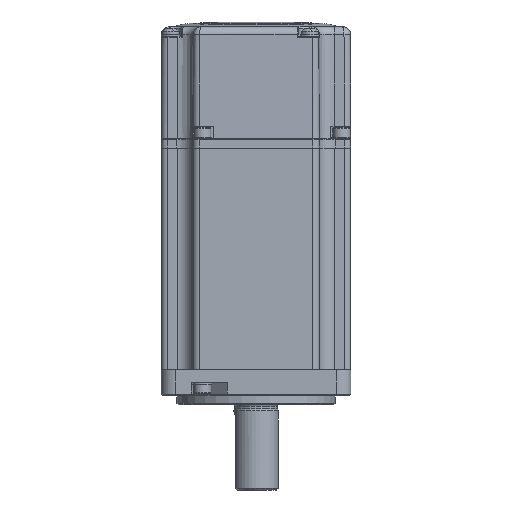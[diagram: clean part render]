
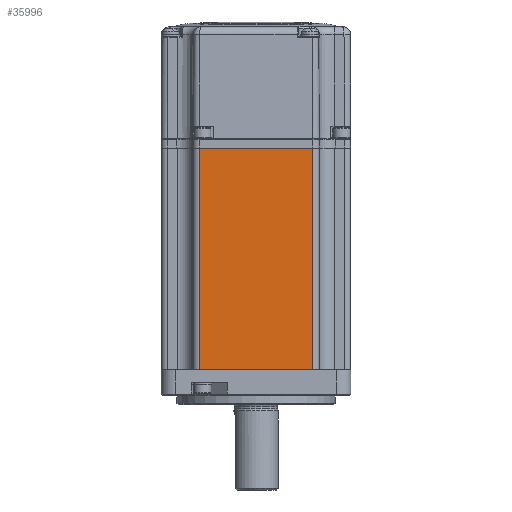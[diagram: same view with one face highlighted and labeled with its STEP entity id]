
A CAD part, front view. The second image highlights one B-rep face of the part: STEP entity #35996.
In plain terms, the highlighted planar face has unit normal (0, -1, 0).
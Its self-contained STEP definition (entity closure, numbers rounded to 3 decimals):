
#937 = CARTESIAN_POINT ( 'NONE',  ( 14.358, -48.451, 58.462 ) ) ;
#1020 = CARTESIAN_POINT ( 'NONE',  ( -21.642, -48.451, 58.462 ) ) ;
#3086 = VERTEX_POINT ( 'NONE', #40449 ) ;
#3095 = VERTEX_POINT ( 'NONE', #40441 ) ;
#3424 = PLANE ( 'NONE',  #9479 ) ;
#3426 = CARTESIAN_POINT ( 'NONE',  ( -23.642, -48.451, 59.712 ) ) ;
#3430 = DIRECTION ( 'NONE',  ( 0., 1., 0. ) ) ;
#3431 = DIRECTION ( 'NONE',  ( -1., 0., 0. ) ) ;
#5345 = DIRECTION ( 'NONE',  ( 1., 0., 0. ) ) ;
#5346 = CARTESIAN_POINT ( 'NONE',  ( -33.642, -48.451, 58.462 ) ) ;
#5381 = DIRECTION ( 'NONE',  ( 0., 0., -1. ) ) ;
#5448 = DIRECTION ( 'NONE',  ( 0., 0., 1. ) ) ;
#5548 = DIRECTION ( 'NONE',  ( -1., 0., 0. ) ) ;
#5555 = CARTESIAN_POINT ( 'NONE',  ( 14.358, -48.451, 59.712 ) ) ;
#5559 = CARTESIAN_POINT ( 'NONE',  ( 26.358, -48.451, -11.538 ) ) ;
#5567 = CARTESIAN_POINT ( 'NONE',  ( -21.642, -48.451, 59.712 ) ) ;
#9479 = AXIS2_PLACEMENT_3D ( 'NONE', #3426, #3430, #3431 ) ;
#11135 = FACE_OUTER_BOUND ( 'NONE', #37175, .T. ) ;
#14725 = EDGE_CURVE ( 'NONE', #38239, #38126, #22627, .T. ) ;
#14809 = EDGE_CURVE ( 'NONE', #3095, #38126, #28797, .T. ) ;
#14811 = EDGE_CURVE ( 'NONE', #3095, #3086, #28801, .T. ) ;
#14812 = EDGE_CURVE ( 'NONE', #38239, #3086, #28802, .T. ) ;
#22627 = LINE ( 'NONE', #5346, #22630 ) ;
#22630 = VECTOR ( 'NONE', #5345, 1000. ) ;
#28797 = LINE ( 'NONE', #5555, #28800 ) ;
#28800 = VECTOR ( 'NONE', #5448, 1000. ) ;
#28801 = LINE ( 'NONE', #5559, #28803 ) ;
#28802 = LINE ( 'NONE', #5567, #28805 ) ;
#28803 = VECTOR ( 'NONE', #5548, 1000. ) ;
#28805 = VECTOR ( 'NONE', #5381, 1000. ) ;
#35304 = ORIENTED_EDGE ( 'NONE', *, *, #14811, .F. ) ;
#35315 = ORIENTED_EDGE ( 'NONE', *, *, #14725, .F. ) ;
#35317 = ORIENTED_EDGE ( 'NONE', *, *, #14809, .T. ) ;
#35319 = ORIENTED_EDGE ( 'NONE', *, *, #14812, .T. ) ;
#35996 = ADVANCED_FACE ( 'NONE', ( #11135 ), #3424, .F. ) ;
#37175 = EDGE_LOOP ( 'NONE', ( #35304, #35317, #35315, #35319 ) ) ;
#38126 = VERTEX_POINT ( 'NONE', #937 ) ;
#38239 = VERTEX_POINT ( 'NONE', #1020 ) ;
#40441 = CARTESIAN_POINT ( 'NONE',  ( 14.358, -48.451, -11.538 ) ) ;
#40449 = CARTESIAN_POINT ( 'NONE',  ( -21.642, -48.451, -11.538 ) ) ;
